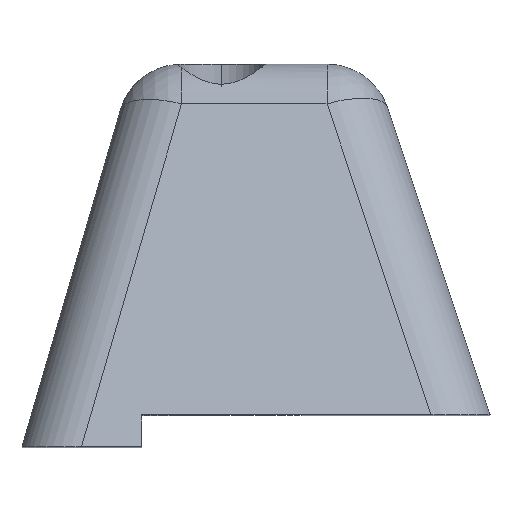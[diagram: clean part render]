
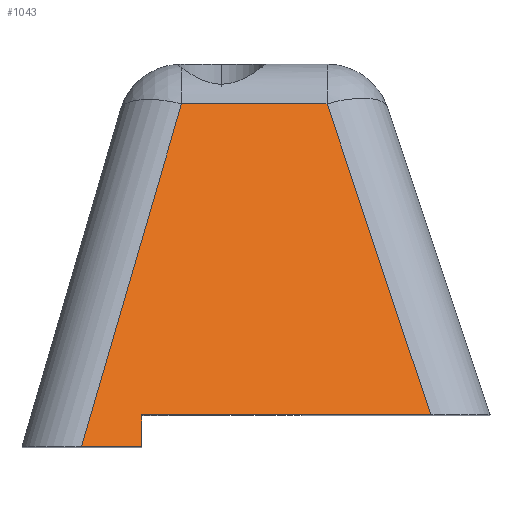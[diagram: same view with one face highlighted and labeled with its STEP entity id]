
A CAD part, top view. The second image highlights one B-rep face of the part: STEP entity #1043.
In plain terms, the highlighted planar face has unit normal (0, 0.376, 0.926).
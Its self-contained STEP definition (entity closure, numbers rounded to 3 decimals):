
#1 = LINE ( 'NONE', #249, #845 ) ;
#40 = FACE_OUTER_BOUND ( 'NONE', #598, .T. ) ;
#57 = DIRECTION ( 'NONE',  ( 1., 0., 0. ) ) ;
#77 = LINE ( 'NONE', #817, #581 ) ;
#89 = VERTEX_POINT ( 'NONE', #695 ) ;
#90 = CARTESIAN_POINT ( 'NONE',  ( 7.5, 0., 0. ) ) ;
#92 = CARTESIAN_POINT ( 'NONE',  ( 0., 2., -0.812 ) ) ;
#103 = VECTOR ( 'NONE', #57, 1000. ) ;
#158 = AXIS2_PLACEMENT_3D ( 'NONE', #995, #265, #412 ) ;
#200 = VERTEX_POINT ( 'NONE', #855 ) ;
#249 = CARTESIAN_POINT ( 'NONE',  ( 3.474, -0.87, 0.353 ) ) ;
#265 = DIRECTION ( 'NONE',  ( 0., 0.376, 0.926 ) ) ;
#273 = PLANE ( 'NONE',  #158 ) ;
#313 = EDGE_CURVE ( 'NONE', #605, #200, #1415, .T. ) ;
#317 = VERTEX_POINT ( 'NONE', #1326 ) ;
#386 = ORIENTED_EDGE ( 'NONE', *, *, #808, .T. ) ;
#403 = LINE ( 'NONE', #618, #103 ) ;
#412 = DIRECTION ( 'NONE',  ( 0., -0.926, 0.376 ) ) ;
#447 = DIRECTION ( 'NONE',  ( 0., 0.926, -0.376 ) ) ;
#528 = LINE ( 'NONE', #896, #1408 ) ;
#547 = CARTESIAN_POINT ( 'NONE',  ( 3.728, 0., 0. ) ) ;
#581 = VECTOR ( 'NONE', #1281, 1000. ) ;
#598 = EDGE_LOOP ( 'NONE', ( #736, #803, #386, #1325, #1480, #1080 ) ) ;
#605 = VERTEX_POINT ( 'NONE', #692 ) ;
#618 = CARTESIAN_POINT ( 'NONE',  ( 30., 0., 0. ) ) ;
#679 = VERTEX_POINT ( 'NONE', #90 ) ;
#692 = CARTESIAN_POINT ( 'NONE',  ( 7.5, 2., -0.812 ) ) ;
#695 = CARTESIAN_POINT ( 'NONE',  ( 10., 21.506, -8.737 ) ) ;
#700 = EDGE_CURVE ( 'NONE', #1487, #679, #403, .T. ) ;
#736 = ORIENTED_EDGE ( 'NONE', *, *, #1455, .T. ) ;
#762 = EDGE_CURVE ( 'NONE', #317, #89, #528, .T. ) ;
#803 = ORIENTED_EDGE ( 'NONE', *, *, #313, .T. ) ;
#808 = EDGE_CURVE ( 'NONE', #200, #317, #77, .T. ) ;
#817 = CARTESIAN_POINT ( 'NONE',  ( 23.997, 6.866, -2.789 ) ) ;
#845 = VECTOR ( 'NONE', #1208, 1000. ) ;
#855 = CARTESIAN_POINT ( 'NONE',  ( 25.619, 2., -0.812 ) ) ;
#896 = CARTESIAN_POINT ( 'NONE',  ( 0., 21.506, -8.737 ) ) ;
#989 = EDGE_CURVE ( 'NONE', #89, #1487, #1, .T. ) ;
#995 = CARTESIAN_POINT ( 'NONE',  ( 0., 0., 0. ) ) ;
#1043 = ADVANCED_FACE ( 'NONE', ( #40 ), #273, .T. ) ;
#1080 = ORIENTED_EDGE ( 'NONE', *, *, #700, .T. ) ;
#1206 = DIRECTION ( 'NONE',  ( 1., 0., 0. ) ) ;
#1208 = DIRECTION ( 'NONE',  ( -0.261, -0.894, 0.363 ) ) ;
#1237 = VECTOR ( 'NONE', #1206, 1000. ) ;
#1242 = VECTOR ( 'NONE', #447, 1000. ) ;
#1279 = CARTESIAN_POINT ( 'NONE',  ( 7.5, 0., 0. ) ) ;
#1281 = DIRECTION ( 'NONE',  ( -0.295, 0.885, -0.36 ) ) ;
#1325 = ORIENTED_EDGE ( 'NONE', *, *, #762, .T. ) ;
#1326 = CARTESIAN_POINT ( 'NONE',  ( 19.117, 21.506, -8.737 ) ) ;
#1374 = DIRECTION ( 'NONE',  ( -1., 0., 0. ) ) ;
#1408 = VECTOR ( 'NONE', #1374, 1000. ) ;
#1415 = LINE ( 'NONE', #92, #1237 ) ;
#1455 = EDGE_CURVE ( 'NONE', #679, #605, #1526, .T. ) ;
#1480 = ORIENTED_EDGE ( 'NONE', *, *, #989, .T. ) ;
#1487 = VERTEX_POINT ( 'NONE', #547 ) ;
#1526 = LINE ( 'NONE', #1279, #1242 ) ;
